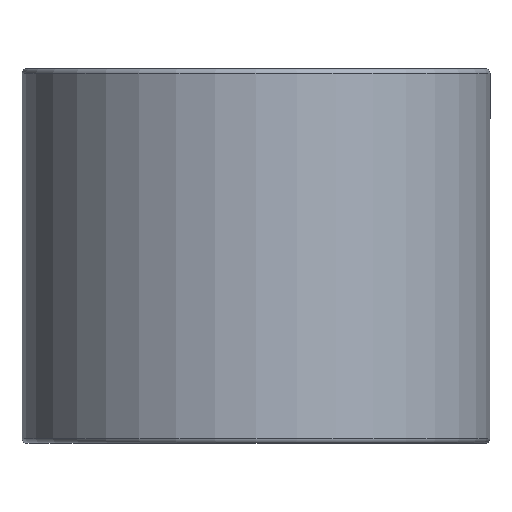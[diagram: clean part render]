
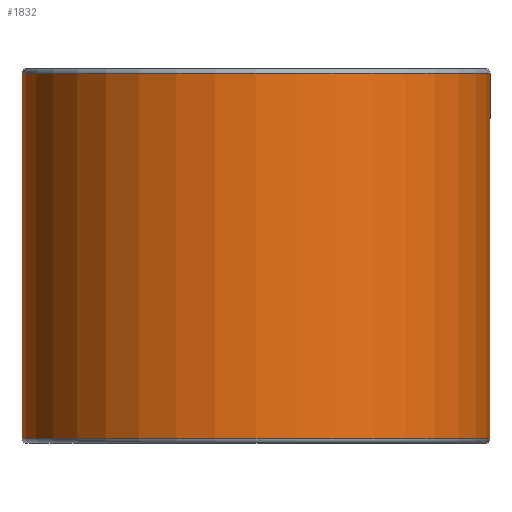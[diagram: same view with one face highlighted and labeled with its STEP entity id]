
A CAD part, left-side view. The second image highlights one B-rep face of the part: STEP entity #1832.
In plain terms, the highlighted cylindrical face has radius 5 mm (diameter 10 mm), a partial arc.
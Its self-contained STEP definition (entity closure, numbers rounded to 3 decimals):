
#22 = ORIENTED_EDGE ( 'NONE', *, *, #2062, .F. ) ;
#185 = VERTEX_POINT ( 'NONE', #2277 ) ;
#192 = CARTESIAN_POINT ( 'NONE',  ( 0., 5., 3.9 ) ) ;
#225 = CARTESIAN_POINT ( 'NONE',  ( 0., 0., -3.9 ) ) ;
#241 = VECTOR ( 'NONE', #2327, 1000. ) ;
#264 = VERTEX_POINT ( 'NONE', #192 ) ;
#460 = DIRECTION ( 'NONE',  ( 0., 0., -1. ) ) ;
#595 = CARTESIAN_POINT ( 'NONE',  ( 0., 0., 3.9 ) ) ;
#598 = AXIS2_PLACEMENT_3D ( 'NONE', #225, #2343, #2145 ) ;
#617 = CARTESIAN_POINT ( 'NONE',  ( 0., 5., 4. ) ) ;
#665 = LINE ( 'NONE', #1524, #1259 ) ;
#698 = EDGE_CURVE ( 'NONE', #1871, #264, #1727, .T. ) ;
#719 = CARTESIAN_POINT ( 'NONE',  ( 0., 0., 4. ) ) ;
#723 = DIRECTION ( 'NONE',  ( 0., -1., 0. ) ) ;
#941 = ORIENTED_EDGE ( 'NONE', *, *, #2433, .T. ) ;
#1033 = CIRCLE ( 'NONE', #598, 5. ) ;
#1115 = DIRECTION ( 'NONE',  ( 0., 0., 1. ) ) ;
#1126 = ORIENTED_EDGE ( 'NONE', *, *, #698, .T. ) ;
#1259 = VECTOR ( 'NONE', #1115, 1000. ) ;
#1435 = LINE ( 'NONE', #617, #241 ) ;
#1524 = CARTESIAN_POINT ( 'NONE',  ( 0., -5., 4. ) ) ;
#1588 = ORIENTED_EDGE ( 'NONE', *, *, #2051, .T. ) ;
#1727 = CIRCLE ( 'NONE', #2190, 5. ) ;
#1801 = FACE_OUTER_BOUND ( 'NONE', #2305, .T. ) ;
#1805 = DIRECTION ( 'NONE',  ( 0., 1., 0. ) ) ;
#1811 = CARTESIAN_POINT ( 'NONE',  ( 0., -5., -3.9 ) ) ;
#1832 = ADVANCED_FACE ( 'NONE', ( #1801 ), #2512, .T. ) ;
#1871 = VERTEX_POINT ( 'NONE', #2101 ) ;
#2051 = EDGE_CURVE ( 'NONE', #185, #2151, #1033, .T. ) ;
#2062 = EDGE_CURVE ( 'NONE', #185, #264, #1435, .T. ) ;
#2101 = CARTESIAN_POINT ( 'NONE',  ( 0., -5., 3.9 ) ) ;
#2113 = AXIS2_PLACEMENT_3D ( 'NONE', #719, #2274, #723 ) ;
#2145 = DIRECTION ( 'NONE',  ( 0., -1., 0. ) ) ;
#2151 = VERTEX_POINT ( 'NONE', #1811 ) ;
#2190 = AXIS2_PLACEMENT_3D ( 'NONE', #595, #460, #1805 ) ;
#2274 = DIRECTION ( 'NONE',  ( 0., 0., 1. ) ) ;
#2277 = CARTESIAN_POINT ( 'NONE',  ( 0., 5., -3.9 ) ) ;
#2305 = EDGE_LOOP ( 'NONE', ( #22, #1588, #941, #1126 ) ) ;
#2327 = DIRECTION ( 'NONE',  ( 0., 0., 1. ) ) ;
#2343 = DIRECTION ( 'NONE',  ( 0., 0., 1. ) ) ;
#2433 = EDGE_CURVE ( 'NONE', #2151, #1871, #665, .T. ) ;
#2512 = CYLINDRICAL_SURFACE ( 'NONE', #2113, 5. ) ;
